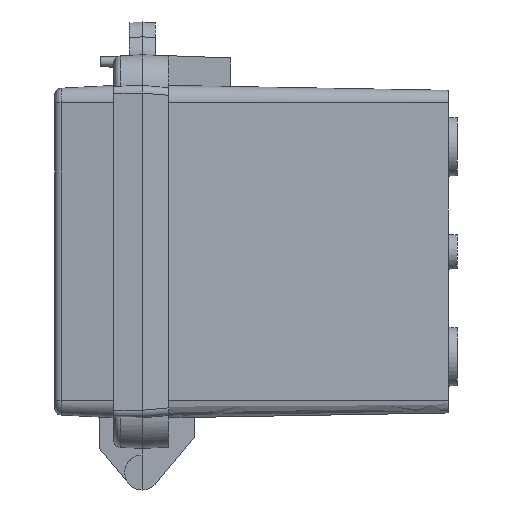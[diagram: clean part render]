
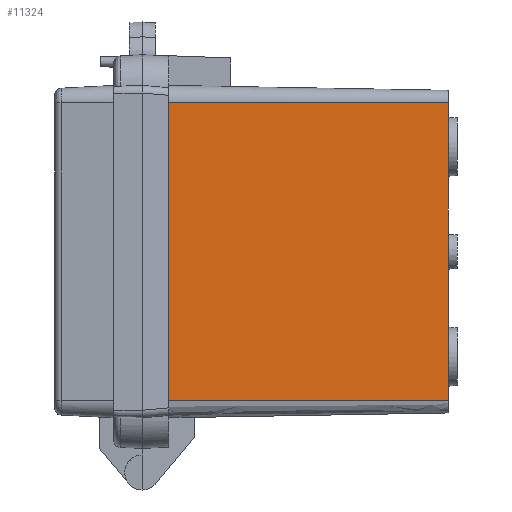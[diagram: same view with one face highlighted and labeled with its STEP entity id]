
A CAD part, left-side view. The second image highlights one B-rep face of the part: STEP entity #11324.
In plain terms, the highlighted planar face has unit normal (-1, -0.018, 0).
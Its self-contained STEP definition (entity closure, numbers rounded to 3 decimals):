
#371 = CARTESIAN_POINT ( 'NONE',  ( -53., -6., -20.8 ) ) ;
#609 = DIRECTION ( 'NONE',  ( 0.017, -1., 0. ) ) ;
#696 = LINE ( 'NONE', #4803, #13123 ) ;
#1101 = FACE_OUTER_BOUND ( 'NONE', #1778, .T. ) ;
#1239 = DIRECTION ( 'NONE',  ( 0.017, -0.999, -0.035 ) ) ;
#1356 = LINE ( 'NONE', #3432, #7062 ) ;
#1363 = CARTESIAN_POINT ( 'NONE',  ( -53.052, -3., -39.891 ) ) ;
#1393 = ORIENTED_EDGE ( 'NONE', *, *, #6942, .T. ) ;
#1778 = EDGE_LOOP ( 'NONE', ( #10364, #9947, #6085, #16342, #11694, #10752, #5187, #5994, #17233, #9974, #1393, #16747 ) ) ;
#1947 = CARTESIAN_POINT ( 'NONE',  ( -53.052, -3., -34.053 ) ) ;
#2280 = CARTESIAN_POINT ( 'NONE',  ( -51.883, -70., 34.053 ) ) ;
#2771 = DIRECTION ( 'NONE',  ( 0.017, -0.999, -0.035 ) ) ;
#2801 = LINE ( 'NONE', #15847, #11532 ) ;
#2885 = CARTESIAN_POINT ( 'NONE',  ( -53.052, -3., -34.053 ) ) ;
#3219 = AXIS2_PLACEMENT_3D ( 'NONE', #3967, #12546, #12642 ) ;
#3432 = CARTESIAN_POINT ( 'NONE',  ( -53.063, -2.394, -22.526 ) ) ;
#3967 = CARTESIAN_POINT ( 'NONE',  ( -53.052, -3., -39.891 ) ) ;
#4020 = EDGE_CURVE ( 'NONE', #7610, #18277, #9723, .T. ) ;
#4313 = CARTESIAN_POINT ( 'NONE',  ( -53.052, -3., 20.695 ) ) ;
#4631 = LINE ( 'NONE', #10440, #10388 ) ;
#4655 = DIRECTION ( 'NONE',  ( -0.017, 1., 0. ) ) ;
#4702 = EDGE_CURVE ( 'NONE', #11145, #15714, #1356, .T. ) ;
#4803 = CARTESIAN_POINT ( 'NONE',  ( -53., -6., -39.891 ) ) ;
#5021 = EDGE_CURVE ( 'NONE', #12511, #15417, #13318, .T. ) ;
#5101 = DIRECTION ( 'NONE',  ( 0., 0., -1. ) ) ;
#5187 = ORIENTED_EDGE ( 'NONE', *, *, #15937, .T. ) ;
#5229 = VECTOR ( 'NONE', #14870, 1000. ) ;
#5616 = EDGE_CURVE ( 'NONE', #15714, #10833, #4631, .T. ) ;
#5707 = VERTEX_POINT ( 'NONE', #6617 ) ;
#5774 = VECTOR ( 'NONE', #4655, 1000. ) ;
#5802 = EDGE_CURVE ( 'NONE', #7325, #9612, #2801, .T. ) ;
#5994 = ORIENTED_EDGE ( 'NONE', *, *, #12179, .T. ) ;
#6085 = ORIENTED_EDGE ( 'NONE', *, *, #5616, .T. ) ;
#6607 = LINE ( 'NONE', #1947, #18248 ) ;
#6617 = CARTESIAN_POINT ( 'NONE',  ( -51.883, -70., -34.053 ) ) ;
#6942 = EDGE_CURVE ( 'NONE', #17561, #7610, #14430, .T. ) ;
#7062 = VECTOR ( 'NONE', #16570, 1000. ) ;
#7179 = DIRECTION ( 'NONE',  ( -0.017, 0.999, -0.035 ) ) ;
#7325 = VERTEX_POINT ( 'NONE', #14587 ) ;
#7610 = VERTEX_POINT ( 'NONE', #14202 ) ;
#8485 = CARTESIAN_POINT ( 'NONE',  ( -53.052, -3., -22.505 ) ) ;
#9302 = VECTOR ( 'NONE', #1239, 1000. ) ;
#9379 = DIRECTION ( 'NONE',  ( 0., 0., -1. ) ) ;
#9612 = VERTEX_POINT ( 'NONE', #15184 ) ;
#9653 = EDGE_CURVE ( 'NONE', #10833, #5707, #6607, .T. ) ;
#9723 = LINE ( 'NONE', #18755, #9302 ) ;
#9922 = VERTEX_POINT ( 'NONE', #17447 ) ;
#9947 = ORIENTED_EDGE ( 'NONE', *, *, #4702, .T. ) ;
#9974 = ORIENTED_EDGE ( 'NONE', *, *, #15293, .T. ) ;
#10022 = DIRECTION ( 'NONE',  ( 0., 0., -1. ) ) ;
#10364 = ORIENTED_EDGE ( 'NONE', *, *, #15522, .T. ) ;
#10388 = VECTOR ( 'NONE', #5101, 1000. ) ;
#10440 = CARTESIAN_POINT ( 'NONE',  ( -53.052, -3., -39.891 ) ) ;
#10752 = ORIENTED_EDGE ( 'NONE', *, *, #5021, .T. ) ;
#10784 = DIRECTION ( 'NONE',  ( 0., 0., -1. ) ) ;
#10833 = VERTEX_POINT ( 'NONE', #2885 ) ;
#11097 = VECTOR ( 'NONE', #2771, 1000. ) ;
#11145 = VERTEX_POINT ( 'NONE', #13936 ) ;
#11324 = ADVANCED_FACE ( 'NONE', ( #1101 ), #11383, .T. ) ;
#11383 = PLANE ( 'NONE',  #3219 ) ;
#11532 = VECTOR ( 'NONE', #10022, 1000. ) ;
#11694 = ORIENTED_EDGE ( 'NONE', *, *, #15133, .F. ) ;
#11695 = CARTESIAN_POINT ( 'NONE',  ( -53.052, -3., 34.053 ) ) ;
#12179 = EDGE_CURVE ( 'NONE', #9922, #7325, #14579, .T. ) ;
#12193 = VECTOR ( 'NONE', #9379, 1000. ) ;
#12511 = VERTEX_POINT ( 'NONE', #2280 ) ;
#12546 = DIRECTION ( 'NONE',  ( -1., -0.017, 0. ) ) ;
#12642 = DIRECTION ( 'NONE',  ( 0.017, -1., 0. ) ) ;
#12913 = CARTESIAN_POINT ( 'NONE',  ( -53.089, -0.888, 20.621 ) ) ;
#13123 = VECTOR ( 'NONE', #10784, 1000. ) ;
#13318 = LINE ( 'NONE', #11695, #5774 ) ;
#13450 = LINE ( 'NONE', #15325, #5229 ) ;
#13936 = CARTESIAN_POINT ( 'NONE',  ( -53., -6., -22.4 ) ) ;
#13967 = LINE ( 'NONE', #15394, #12193 ) ;
#14202 = CARTESIAN_POINT ( 'NONE',  ( -53.052, -3., -20.695 ) ) ;
#14339 = VECTOR ( 'NONE', #7179, 1000. ) ;
#14404 = CARTESIAN_POINT ( 'NONE',  ( -53.014, -5.176, 22.429 ) ) ;
#14430 = LINE ( 'NONE', #1363, #18535 ) ;
#14579 = LINE ( 'NONE', #14404, #11097 ) ;
#14587 = CARTESIAN_POINT ( 'NONE',  ( -53., -6., 22.4 ) ) ;
#14870 = DIRECTION ( 'NONE',  ( 0., 0., -1. ) ) ;
#15133 = EDGE_CURVE ( 'NONE', #12511, #5707, #13967, .T. ) ;
#15184 = CARTESIAN_POINT ( 'NONE',  ( -53., -6., 20.8 ) ) ;
#15293 = EDGE_CURVE ( 'NONE', #9612, #17561, #17269, .T. ) ;
#15325 = CARTESIAN_POINT ( 'NONE',  ( -53.052, -3., -39.891 ) ) ;
#15394 = CARTESIAN_POINT ( 'NONE',  ( -51.883, -70., -39.891 ) ) ;
#15417 = VERTEX_POINT ( 'NONE', #17460 ) ;
#15522 = EDGE_CURVE ( 'NONE', #18277, #11145, #696, .T. ) ;
#15714 = VERTEX_POINT ( 'NONE', #8485 ) ;
#15847 = CARTESIAN_POINT ( 'NONE',  ( -53., -6., -39.891 ) ) ;
#15937 = EDGE_CURVE ( 'NONE', #15417, #9922, #13450, .T. ) ;
#16342 = ORIENTED_EDGE ( 'NONE', *, *, #9653, .T. ) ;
#16570 = DIRECTION ( 'NONE',  ( -0.017, 0.999, -0.035 ) ) ;
#16747 = ORIENTED_EDGE ( 'NONE', *, *, #4020, .T. ) ;
#17233 = ORIENTED_EDGE ( 'NONE', *, *, #5802, .T. ) ;
#17269 = LINE ( 'NONE', #12913, #14339 ) ;
#17447 = CARTESIAN_POINT ( 'NONE',  ( -53.052, -3., 22.505 ) ) ;
#17460 = CARTESIAN_POINT ( 'NONE',  ( -53.052, -3., 34.053 ) ) ;
#17561 = VERTEX_POINT ( 'NONE', #4313 ) ;
#18248 = VECTOR ( 'NONE', #609, 1000. ) ;
#18277 = VERTEX_POINT ( 'NONE', #371 ) ;
#18535 = VECTOR ( 'NONE', #18781, 1000. ) ;
#18755 = CARTESIAN_POINT ( 'NONE',  ( -53.041, -3.669, -20.719 ) ) ;
#18781 = DIRECTION ( 'NONE',  ( 0., 0., -1. ) ) ;
